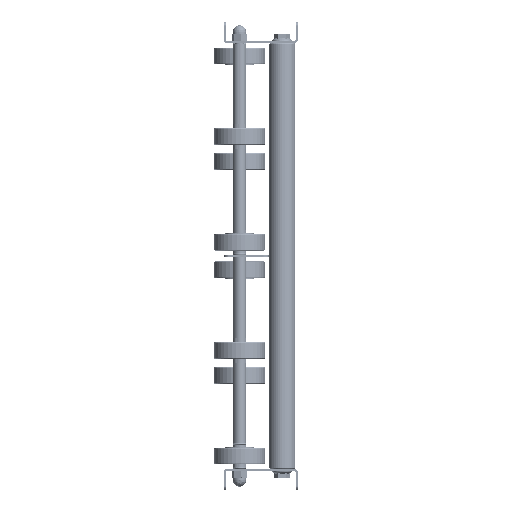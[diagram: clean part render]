
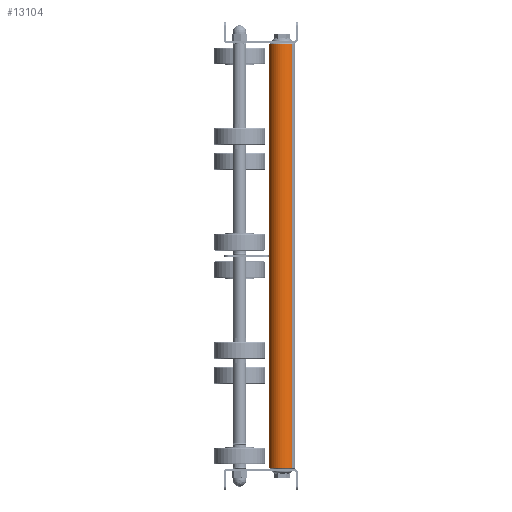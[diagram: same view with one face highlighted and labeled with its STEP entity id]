
A CAD part, left-side view. The second image highlights one B-rep face of the part: STEP entity #13104.
In plain terms, the highlighted cylindrical face has radius 12.5 mm (diameter 25 mm), a partial arc.
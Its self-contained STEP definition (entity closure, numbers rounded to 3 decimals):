
#634 = CARTESIAN_POINT ( 'NONE',  ( 399., 0., -12.5 ) ) ;
#2648 = LINE ( 'NONE', #11133, #16100 ) ;
#5302 = FACE_OUTER_BOUND ( 'NONE', #34549, .T. ) ;
#6685 = ORIENTED_EDGE ( 'NONE', *, *, #26539, .T. ) ;
#7149 = CARTESIAN_POINT ( 'NONE',  ( 1., 0., 0. ) ) ;
#7316 = CARTESIAN_POINT ( 'NONE',  ( 400., 0., 12.5 ) ) ;
#7326 = DIRECTION ( 'NONE',  ( 0., 0., -1. ) ) ;
#8421 = CARTESIAN_POINT ( 'NONE',  ( 399., 0., 12.5 ) ) ;
#9100 = EDGE_CURVE ( 'NONE', #35605, #29256, #32628, .T. ) ;
#10478 = DIRECTION ( 'NONE',  ( 0., 0., 1. ) ) ;
#11133 = CARTESIAN_POINT ( 'NONE',  ( 400., 0., -12.5 ) ) ;
#12043 = CARTESIAN_POINT ( 'NONE',  ( 1., 0., -12.5 ) ) ;
#13104 = ADVANCED_FACE ( 'NONE', ( #5302 ), #35969, .T. ) ;
#15604 = CIRCLE ( 'NONE', #30966, 12.5 ) ;
#15697 = CIRCLE ( 'NONE', #36362, 12.5 ) ;
#16100 = VECTOR ( 'NONE', #19100, 1000. ) ;
#16358 = CARTESIAN_POINT ( 'NONE',  ( 1., 0., 12.5 ) ) ;
#16501 = EDGE_CURVE ( 'NONE', #28011, #35605, #15697, .T. ) ;
#16719 = DIRECTION ( 'NONE',  ( -1., 0., 0. ) ) ;
#18431 = ORIENTED_EDGE ( 'NONE', *, *, #9100, .T. ) ;
#19100 = DIRECTION ( 'NONE',  ( -1., 0., 0. ) ) ;
#20825 = DIRECTION ( 'NONE',  ( 1., 0., 0. ) ) ;
#21725 = EDGE_CURVE ( 'NONE', #28011, #28637, #2648, .T. ) ;
#23403 = VECTOR ( 'NONE', #29115, 1000. ) ;
#24204 = ORIENTED_EDGE ( 'NONE', *, *, #16501, .T. ) ;
#26176 = ORIENTED_EDGE ( 'NONE', *, *, #21725, .F. ) ;
#26539 = EDGE_CURVE ( 'NONE', #29256, #28637, #15604, .T. ) ;
#28011 = VERTEX_POINT ( 'NONE', #634 ) ;
#28115 = DIRECTION ( 'NONE',  ( -1., 0., 0. ) ) ;
#28473 = DIRECTION ( 'NONE',  ( 0., 0., -1. ) ) ;
#28637 = VERTEX_POINT ( 'NONE', #12043 ) ;
#29115 = DIRECTION ( 'NONE',  ( -1., 0., 0. ) ) ;
#29256 = VERTEX_POINT ( 'NONE', #16358 ) ;
#30966 = AXIS2_PLACEMENT_3D ( 'NONE', #7149, #20825, #7326 ) ;
#32628 = LINE ( 'NONE', #7316, #23403 ) ;
#34549 = EDGE_LOOP ( 'NONE', ( #26176, #24204, #18431, #6685 ) ) ;
#35605 = VERTEX_POINT ( 'NONE', #8421 ) ;
#35791 = CARTESIAN_POINT ( 'NONE',  ( 400., 0., 0. ) ) ;
#35969 = CYLINDRICAL_SURFACE ( 'NONE', #36180, 12.5 ) ;
#36180 = AXIS2_PLACEMENT_3D ( 'NONE', #35791, #16719, #10478 ) ;
#36362 = AXIS2_PLACEMENT_3D ( 'NONE', #36425, #28115, #28473 ) ;
#36425 = CARTESIAN_POINT ( 'NONE',  ( 399., 0., 0. ) ) ;
